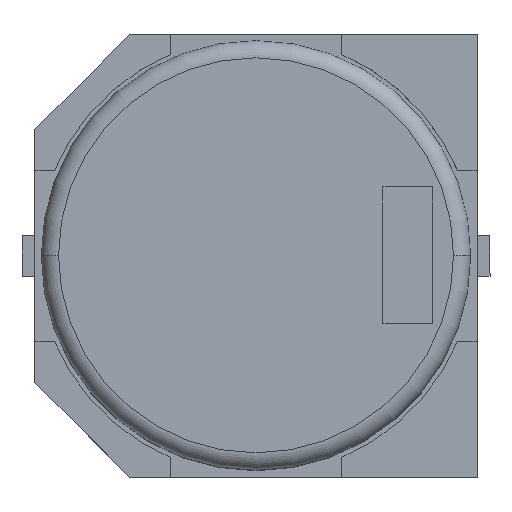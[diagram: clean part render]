
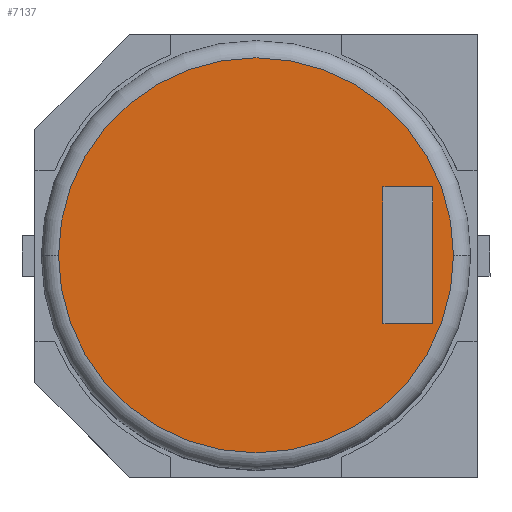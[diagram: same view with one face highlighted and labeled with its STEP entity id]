
A CAD part, top view. The second image highlights one B-rep face of the part: STEP entity #7137.
In plain terms, the highlighted planar face has unit normal (0, 0, 1).
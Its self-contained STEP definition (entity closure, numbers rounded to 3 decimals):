
#466 = EDGE_CURVE ( 'NONE', #13204, #4937, #11967, .T. ) ;
#618 = EDGE_CURVE ( 'NONE', #5332, #1268, #14044, .T. ) ;
#1023 = FACE_OUTER_BOUND ( 'NONE', #9153, .T. ) ;
#1163 = PLANE ( 'NONE',  #3897 ) ;
#1268 = VERTEX_POINT ( 'NONE', #6807 ) ;
#1613 = EDGE_CURVE ( 'NONE', #1685, #10939, #13492, .T. ) ;
#1685 = VERTEX_POINT ( 'NONE', #7120 ) ;
#2077 = CIRCLE ( 'NONE', #8429, 4.6 ) ;
#2316 = DIRECTION ( 'NONE',  ( 1., 0., 0. ) ) ;
#2473 = LINE ( 'NONE', #7731, #8259 ) ;
#2602 = CARTESIAN_POINT ( 'NONE',  ( 4.118, 1.593, 9.6 ) ) ;
#3125 = EDGE_CURVE ( 'NONE', #4937, #5332, #2473, .T. ) ;
#3237 = DIRECTION ( 'NONE',  ( -1., 0., 0. ) ) ;
#3444 = CARTESIAN_POINT ( 'NONE',  ( 2.957, 0., 9.6 ) ) ;
#3469 = CARTESIAN_POINT ( 'NONE',  ( 0., 0., 9.6 ) ) ;
#3897 = AXIS2_PLACEMENT_3D ( 'NONE', #6486, #8814, #13136 ) ;
#4219 = DIRECTION ( 'NONE',  ( 1., 0., 0. ) ) ;
#4566 = ORIENTED_EDGE ( 'NONE', *, *, #1613, .F. ) ;
#4930 = EDGE_CURVE ( 'NONE', #1268, #13204, #8997, .T. ) ;
#4937 = VERTEX_POINT ( 'NONE', #2602 ) ;
#5071 = VECTOR ( 'NONE', #3237, 1000. ) ;
#5332 = VERTEX_POINT ( 'NONE', #14002 ) ;
#5609 = ORIENTED_EDGE ( 'NONE', *, *, #6457, .F. ) ;
#6457 = EDGE_CURVE ( 'NONE', #10939, #1685, #2077, .T. ) ;
#6486 = CARTESIAN_POINT ( 'NONE',  ( 0., 0., 9.6 ) ) ;
#6534 = ORIENTED_EDGE ( 'NONE', *, *, #618, .T. ) ;
#6554 = FACE_BOUND ( 'NONE', #9316, .T. ) ;
#6807 = CARTESIAN_POINT ( 'NONE',  ( 2.957, -1.593, 9.6 ) ) ;
#6929 = AXIS2_PLACEMENT_3D ( 'NONE', #3469, #13261, #8041 ) ;
#7120 = CARTESIAN_POINT ( 'NONE',  ( -4.6, 0., 9.6 ) ) ;
#7137 = ADVANCED_FACE ( 'NONE', ( #1023, #6554 ), #1163, .T. ) ;
#7595 = CARTESIAN_POINT ( 'NONE',  ( 0., 1.593, 9.6 ) ) ;
#7716 = DIRECTION ( 'NONE',  ( 0., 0., -1. ) ) ;
#7731 = CARTESIAN_POINT ( 'NONE',  ( 4.118, 0., 9.6 ) ) ;
#7792 = DIRECTION ( 'NONE',  ( 0., 1., 0. ) ) ;
#7948 = DIRECTION ( 'NONE',  ( 0., -1., 0. ) ) ;
#8041 = DIRECTION ( 'NONE',  ( 1., 0., 0. ) ) ;
#8259 = VECTOR ( 'NONE', #7948, 1000. ) ;
#8429 = AXIS2_PLACEMENT_3D ( 'NONE', #11118, #7716, #2316 ) ;
#8814 = DIRECTION ( 'NONE',  ( 0., 0., 1. ) ) ;
#8997 = LINE ( 'NONE', #3444, #12704 ) ;
#9153 = EDGE_LOOP ( 'NONE', ( #5609, #4566 ) ) ;
#9316 = EDGE_LOOP ( 'NONE', ( #13712, #13892, #6534, #13894 ) ) ;
#9865 = CARTESIAN_POINT ( 'NONE',  ( 2.957, 1.593, 9.6 ) ) ;
#9868 = CARTESIAN_POINT ( 'NONE',  ( 0., -1.593, 9.6 ) ) ;
#10419 = VECTOR ( 'NONE', #4219, 1000. ) ;
#10939 = VERTEX_POINT ( 'NONE', #13066 ) ;
#11118 = CARTESIAN_POINT ( 'NONE',  ( 0., 0., 9.6 ) ) ;
#11967 = LINE ( 'NONE', #7595, #10419 ) ;
#12704 = VECTOR ( 'NONE', #7792, 1000. ) ;
#13066 = CARTESIAN_POINT ( 'NONE',  ( 4.6, 0., 9.6 ) ) ;
#13136 = DIRECTION ( 'NONE',  ( -1., 0., 0. ) ) ;
#13204 = VERTEX_POINT ( 'NONE', #9865 ) ;
#13261 = DIRECTION ( 'NONE',  ( 0., 0., -1. ) ) ;
#13492 = CIRCLE ( 'NONE', #6929, 4.6 ) ;
#13712 = ORIENTED_EDGE ( 'NONE', *, *, #466, .T. ) ;
#13892 = ORIENTED_EDGE ( 'NONE', *, *, #3125, .T. ) ;
#13894 = ORIENTED_EDGE ( 'NONE', *, *, #4930, .T. ) ;
#14002 = CARTESIAN_POINT ( 'NONE',  ( 4.118, -1.593, 9.6 ) ) ;
#14044 = LINE ( 'NONE', #9868, #5071 ) ;
